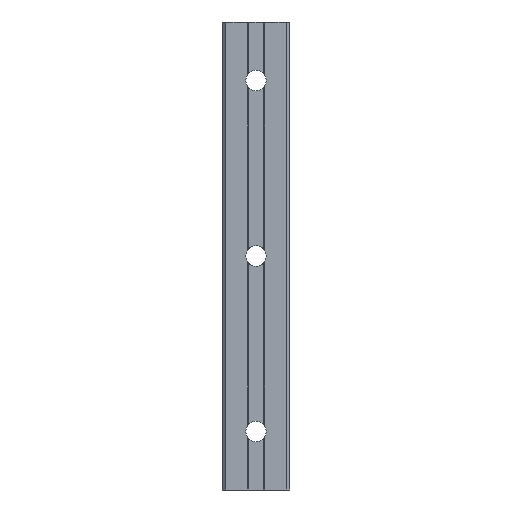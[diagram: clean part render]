
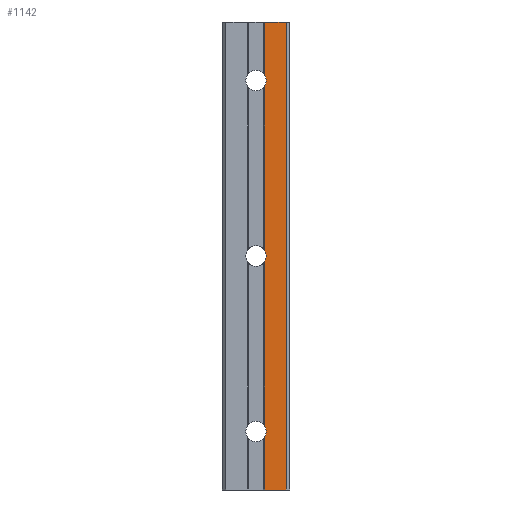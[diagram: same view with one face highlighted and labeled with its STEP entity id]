
A CAD part, front view. The second image highlights one B-rep face of the part: STEP entity #1142.
In plain terms, the highlighted planar face has unit normal (0, -1, 0).
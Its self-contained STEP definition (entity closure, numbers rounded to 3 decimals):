
#317 = CARTESIAN_POINT ( 'NONE',  ( 3., -18., -100. ) ) ;
#318 = AXIS2_PLACEMENT_3D ( 'NONE', #317, #381, #380 ) ;
#319 = PLANE ( 'NONE',  #318 ) ;
#320 = FACE_OUTER_BOUND ( 'NONE', #1143, .T. ) ;
#380 = DIRECTION ( 'NONE',  ( 0., 0., -1. ) ) ;
#381 = DIRECTION ( 'NONE',  ( 0., -1., 0. ) ) ;
#415 = DIRECTION ( 'NONE',  ( 1., 0., 0. ) ) ;
#416 = VECTOR ( 'NONE', #415, 1000. ) ;
#417 = CARTESIAN_POINT ( 'NONE',  ( -36.5, -18., 60. ) ) ;
#418 = LINE ( 'NONE', #417, #416 ) ;
#419 = DIRECTION ( 'NONE',  ( 1., 0., 0. ) ) ;
#420 = VECTOR ( 'NONE', #419, 1000. ) ;
#421 = CARTESIAN_POINT ( 'NONE',  ( -36.5, -18., -100. ) ) ;
#422 = LINE ( 'NONE', #421, #420 ) ;
#498 = CARTESIAN_POINT ( 'NONE',  ( 10.3, -18., -100. ) ) ;
#499 = CARTESIAN_POINT ( 'NONE',  ( 10.3, -18., 60. ) ) ;
#501 = DIRECTION ( 'NONE',  ( 0., 0., 1. ) ) ;
#502 = VECTOR ( 'NONE', #501, 1000. ) ;
#503 = CARTESIAN_POINT ( 'NONE',  ( 10.3, -18., -100. ) ) ;
#504 = LINE ( 'NONE', #503, #502 ) ;
#522 = CARTESIAN_POINT ( 'NONE',  ( 3., -18., 38.197 ) ) ;
#551 = CARTESIAN_POINT ( 'NONE',  ( 3., -18., -18.197 ) ) ;
#552 = DIRECTION ( 'NONE',  ( 0., 0., -1. ) ) ;
#553 = VECTOR ( 'NONE', #552, 1000. ) ;
#554 = CARTESIAN_POINT ( 'NONE',  ( 3., -18., -100. ) ) ;
#555 = LINE ( 'NONE', #554, #553 ) ;
#573 = DIRECTION ( 'NONE',  ( 0., 0., 1. ) ) ;
#574 = DIRECTION ( 'NONE',  ( 0., 1., 0. ) ) ;
#575 = CARTESIAN_POINT ( 'NONE',  ( 0., -18., -80. ) ) ;
#576 = AXIS2_PLACEMENT_3D ( 'NONE', #575, #574, #573 ) ;
#577 = CIRCLE ( 'NONE', #576, 3.5 ) ;
#618 = CARTESIAN_POINT ( 'NONE',  ( 0., -18., 40. ) ) ;
#619 = DIRECTION ( 'NONE',  ( 0., 0., 1. ) ) ;
#620 = DIRECTION ( 'NONE',  ( 0., 1., 0. ) ) ;
#621 = AXIS2_PLACEMENT_3D ( 'NONE', #627, #620, #619 ) ;
#622 = CIRCLE ( 'NONE', #621, 3.5 ) ;
#627 = CARTESIAN_POINT ( 'NONE',  ( 0., -18., -20. ) ) ;
#670 = DIRECTION ( 'NONE',  ( 0., 0., 1. ) ) ;
#671 = DIRECTION ( 'NONE',  ( 0., 1., 0. ) ) ;
#672 = AXIS2_PLACEMENT_3D ( 'NONE', #618, #671, #670 ) ;
#673 = CIRCLE ( 'NONE', #672, 3.5 ) ;
#681 = DIRECTION ( 'NONE',  ( 0., 0., -1. ) ) ;
#682 = VECTOR ( 'NONE', #681, 1000. ) ;
#683 = CARTESIAN_POINT ( 'NONE',  ( 3., -18., -100. ) ) ;
#688 = LINE ( 'NONE', #683, #682 ) ;
#704 = CARTESIAN_POINT ( 'NONE',  ( 3., -18., -100. ) ) ;
#709 = CARTESIAN_POINT ( 'NONE',  ( 3., -18., -81.803 ) ) ;
#716 = DIRECTION ( 'NONE',  ( 0., 0., -1. ) ) ;
#717 = VECTOR ( 'NONE', #716, 1000. ) ;
#718 = CARTESIAN_POINT ( 'NONE',  ( 3., -18., -100. ) ) ;
#719 = LINE ( 'NONE', #718, #717 ) ;
#741 = CARTESIAN_POINT ( 'NONE',  ( 3., -18., 60. ) ) ;
#751 = CARTESIAN_POINT ( 'NONE',  ( 3., -18., 41.803 ) ) ;
#758 = CARTESIAN_POINT ( 'NONE',  ( 3., -18., -78.197 ) ) ;
#828 = CARTESIAN_POINT ( 'NONE',  ( 3., -18., -21.803 ) ) ;
#829 = DIRECTION ( 'NONE',  ( 0., 0., -1. ) ) ;
#830 = VECTOR ( 'NONE', #829, 1000. ) ;
#831 = CARTESIAN_POINT ( 'NONE',  ( 3., -18., -100. ) ) ;
#832 = LINE ( 'NONE', #831, #830 ) ;
#1142 = ADVANCED_FACE ( 'NONE', ( #320 ), #319, .T. ) ;
#1143 = EDGE_LOOP ( 'NONE', ( #1144, #1201, #1202, #1203, #1204, #1205, #1207, #1208, #1210, #1211 ) ) ;
#1144 = ORIENTED_EDGE ( 'NONE', *, *, #1725, .T. ) ;
#1201 = ORIENTED_EDGE ( 'NONE', *, *, #1791, .T. ) ;
#1202 = ORIENTED_EDGE ( 'NONE', *, *, #1889, .T. ) ;
#1203 = ORIENTED_EDGE ( 'NONE', *, *, #1750, .T. ) ;
#1204 = ORIENTED_EDGE ( 'NONE', *, *, #1834, .T. ) ;
#1205 = ORIENTED_EDGE ( 'NONE', *, *, #1206, .T. ) ;
#1206 = EDGE_CURVE ( 'NONE', #1840, #1705, #422, .T. ) ;
#1207 = ORIENTED_EDGE ( 'NONE', *, *, #1702, .T. ) ;
#1208 = ORIENTED_EDGE ( 'NONE', *, *, #1209, .F. ) ;
#1209 = EDGE_CURVE ( 'NONE', #1846, #1704, #418, .T. ) ;
#1210 = ORIENTED_EDGE ( 'NONE', *, *, #1825, .T. ) ;
#1211 = ORIENTED_EDGE ( 'NONE', *, *, #1802, .T. ) ;
#1702 = EDGE_CURVE ( 'NONE', #1705, #1704, #504, .T. ) ;
#1704 = VERTEX_POINT ( 'NONE', #499 ) ;
#1705 = VERTEX_POINT ( 'NONE', #498 ) ;
#1723 = VERTEX_POINT ( 'NONE', #522 ) ;
#1725 = EDGE_CURVE ( 'NONE', #1723, #1726, #555, .T. ) ;
#1726 = VERTEX_POINT ( 'NONE', #551 ) ;
#1750 = EDGE_CURVE ( 'NONE', #1866, #1837, #577, .T. ) ;
#1791 = EDGE_CURVE ( 'NONE', #1726, #1890, #622, .T. ) ;
#1802 = EDGE_CURVE ( 'NONE', #1844, #1723, #673, .T. ) ;
#1825 = EDGE_CURVE ( 'NONE', #1846, #1844, #688, .T. ) ;
#1834 = EDGE_CURVE ( 'NONE', #1837, #1840, #719, .T. ) ;
#1837 = VERTEX_POINT ( 'NONE', #709 ) ;
#1840 = VERTEX_POINT ( 'NONE', #704 ) ;
#1844 = VERTEX_POINT ( 'NONE', #751 ) ;
#1846 = VERTEX_POINT ( 'NONE', #741 ) ;
#1866 = VERTEX_POINT ( 'NONE', #758 ) ;
#1889 = EDGE_CURVE ( 'NONE', #1890, #1866, #832, .T. ) ;
#1890 = VERTEX_POINT ( 'NONE', #828 ) ;
